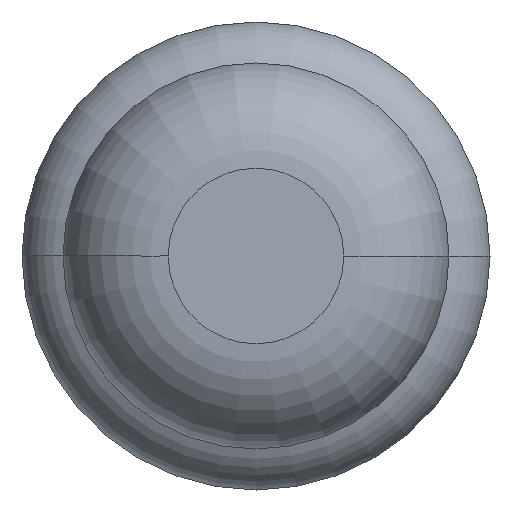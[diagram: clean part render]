
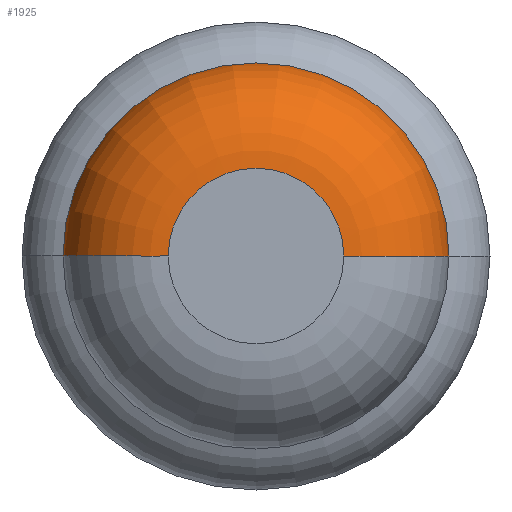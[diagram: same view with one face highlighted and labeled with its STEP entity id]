
A CAD part, front view. The second image highlights one B-rep face of the part: STEP entity #1925.
In plain terms, the highlighted toroidal (fillet/blend) face has major radius 0.375 mm and minor radius 0.45 mm.
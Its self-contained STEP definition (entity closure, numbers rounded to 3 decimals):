
#78 = FACE_OUTER_BOUND ( 'NONE', #1012, .T. ) ;
#147 = CARTESIAN_POINT ( 'NONE',  ( 0.375, -31.55, 0. ) ) ;
#184 = ORIENTED_EDGE ( 'NONE', *, *, #3052, .F. ) ;
#285 = CARTESIAN_POINT ( 'NONE',  ( -0.375, -32., 0. ) ) ;
#453 = EDGE_CURVE ( 'NONE', #2474, #801, #1545, .T. ) ;
#492 = CARTESIAN_POINT ( 'NONE',  ( 0., -32., 0. ) ) ;
#556 = DIRECTION ( 'NONE',  ( 1., 0., 0. ) ) ;
#578 = DIRECTION ( 'NONE',  ( 0., -1., 0. ) ) ;
#679 = CARTESIAN_POINT ( 'NONE',  ( -0.825, -31.55, 0. ) ) ;
#801 = VERTEX_POINT ( 'NONE', #285 ) ;
#805 = CARTESIAN_POINT ( 'NONE',  ( 0.375, -32., 0. ) ) ;
#945 = AXIS2_PLACEMENT_3D ( 'NONE', #147, #1061, #1932 ) ;
#1012 = EDGE_LOOP ( 'NONE', ( #3273, #1605, #2103, #184 ) ) ;
#1061 = DIRECTION ( 'NONE',  ( 0., 0., -1. ) ) ;
#1094 = AXIS2_PLACEMENT_3D ( 'NONE', #492, #1423, #2036 ) ;
#1119 = CIRCLE ( 'NONE', #1094, 0.375 ) ;
#1160 = CARTESIAN_POINT ( 'NONE',  ( -0.375, -31.55, 0. ) ) ;
#1162 = VERTEX_POINT ( 'NONE', #3870 ) ;
#1423 = DIRECTION ( 'NONE',  ( 0., -1., 0. ) ) ;
#1502 = EDGE_CURVE ( 'Defeature ausgef�hrt1_6+Defeature ausgef�hrt1_7+Defeature ausgef�hrt1_7+Defeature ausgef�hrt1_7', #3492, #801, #1119, .T. ) ;
#1545 = CIRCLE ( 'NONE', #1793, 0.45 ) ;
#1605 = ORIENTED_EDGE ( 'NONE', *, *, #453, .T. ) ;
#1793 = AXIS2_PLACEMENT_3D ( 'NONE', #1160, #2121, #3358 ) ;
#1885 = CIRCLE ( 'NONE', #2116, 0.825 ) ;
#1925 = ADVANCED_FACE ( 'Defeature ausgef�hrt1_7', ( #78 ), #2854, .T. ) ;
#1932 = DIRECTION ( 'NONE',  ( -1., 0., 0. ) ) ;
#1985 = EDGE_CURVE ( 'Defeature ausgef�hrt1_7+Defeature ausgef�hrt1_8+Defeature ausgef�hrt1_8+Defeature ausgef�hrt1_8', #1162, #2474, #1885, .T. ) ;
#2036 = DIRECTION ( 'NONE',  ( 1., 0., 0. ) ) ;
#2103 = ORIENTED_EDGE ( 'NONE', *, *, #1502, .F. ) ;
#2116 = AXIS2_PLACEMENT_3D ( 'NONE', #2415, #578, #2731 ) ;
#2121 = DIRECTION ( 'NONE',  ( 0., 0., 1. ) ) ;
#2415 = CARTESIAN_POINT ( 'NONE',  ( 0., -31.55, 0. ) ) ;
#2429 = DIRECTION ( 'NONE',  ( 0., -1., 0. ) ) ;
#2441 = CARTESIAN_POINT ( 'NONE',  ( 0., -31.55, 0. ) ) ;
#2474 = VERTEX_POINT ( 'NONE', #679 ) ;
#2731 = DIRECTION ( 'NONE',  ( 1., 0., 0. ) ) ;
#2854 = TOROIDAL_SURFACE ( 'NONE', #3099, 0.375, 0.45 ) ;
#3052 = EDGE_CURVE ( 'NONE', #1162, #3492, #3732, .T. ) ;
#3099 = AXIS2_PLACEMENT_3D ( 'NONE', #2441, #2429, #556 ) ;
#3273 = ORIENTED_EDGE ( 'NONE', *, *, #1985, .T. ) ;
#3358 = DIRECTION ( 'NONE',  ( 1., 0., 0. ) ) ;
#3492 = VERTEX_POINT ( 'NONE', #805 ) ;
#3732 = CIRCLE ( 'NONE', #945, 0.45 ) ;
#3870 = CARTESIAN_POINT ( 'NONE',  ( 0.825, -31.55, 0. ) ) ;
